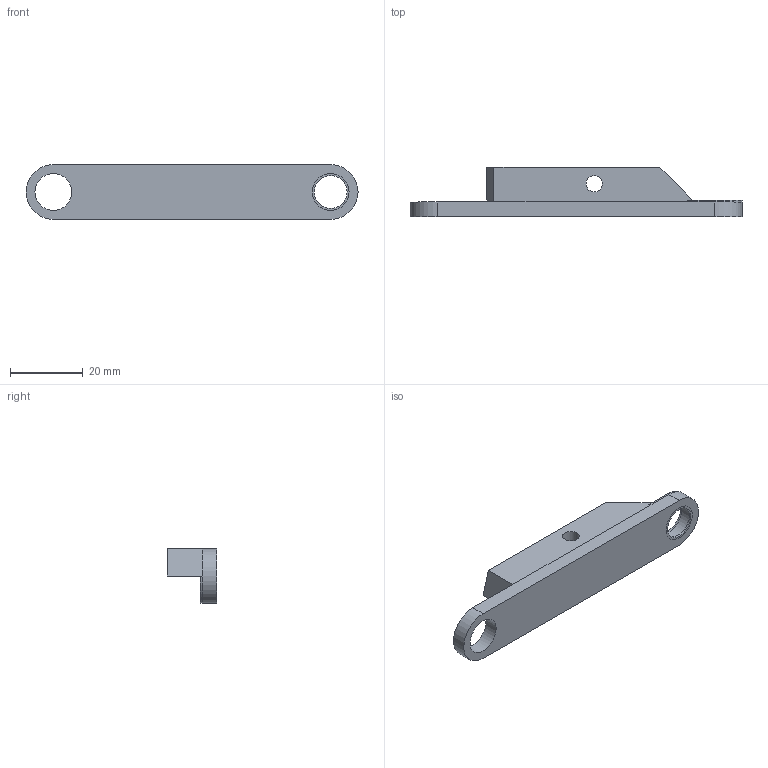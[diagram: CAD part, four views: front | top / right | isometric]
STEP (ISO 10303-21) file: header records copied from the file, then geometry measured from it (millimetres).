
FILE_DESCRIPTION(('FreeCAD Model'),'2;1');
FILE_NAME('Open CASCADE Shape Model','2025-06-03T22:38:05',(''),(''), 'Open CASCADE STEP processor 7.8','FreeCAD','Unknown');
FILE_SCHEMA(('AUTOMOTIVE_DESIGN { 1 0 10303 214 1 1 1 1 }'));
Length unit declared in the file: millimetre
Products named in the file (1): Arm
Bounding box: 91 x 13.5 x 15 mm (x, y, z)
Volume: 8120.3 mm3; surface area: 4642.1 mm2
Topology: 1 solids, 1 shells, 29 faces, 68 edges, 44 vertices
Faces by surface type: plane 21, cylinder 8
Full cylindrical faces by diameter (mm): 4.5 x1, 9 x1, 10.1 x3
Entity records: 1777 total; most frequent: CARTESIAN_POINT 344, DIRECTION 269, LINE 173, VECTOR 173, ORIENTED_EDGE 136, PCURVE 136, DEFINITIONAL_REPRESENTATION 136, EDGE_CURVE 68
